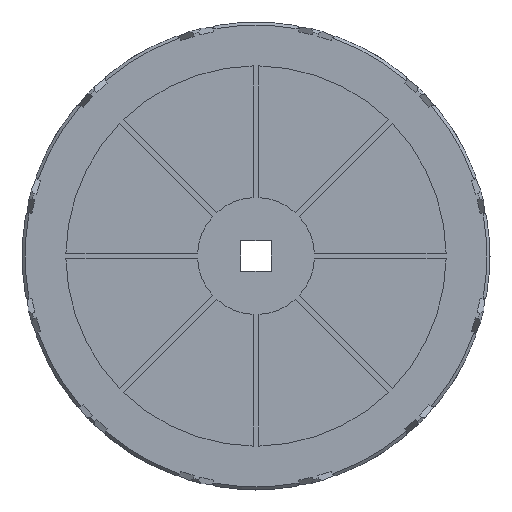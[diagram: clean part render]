
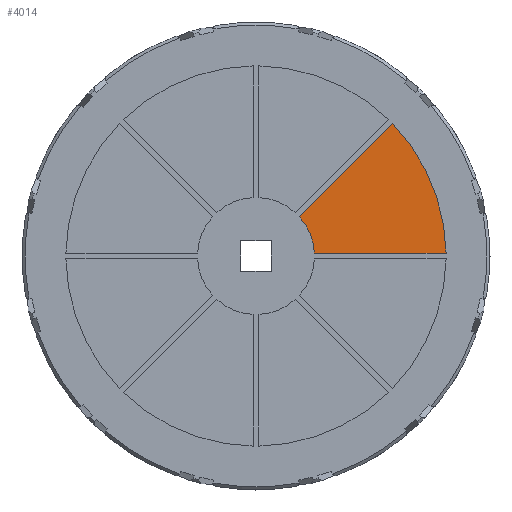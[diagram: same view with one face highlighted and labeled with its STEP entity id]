
A CAD part, front view. The second image highlights one B-rep face of the part: STEP entity #4014.
In plain terms, the highlighted planar face has unit normal (0, -1, 0).
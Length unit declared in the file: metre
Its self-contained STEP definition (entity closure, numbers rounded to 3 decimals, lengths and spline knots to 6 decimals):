
#652=LINE('',#5302,#728);
#653=LINE('',#5306,#729);
#728=VECTOR('',#4589,1.);
#729=VECTOR('',#4592,1.);
#804=ORIENTED_EDGE('',*,*,#2172,.F.);
#805=ORIENTED_EDGE('',*,*,#2173,.T.);
#806=ORIENTED_EDGE('',*,*,#2174,.T.);
#807=ORIENTED_EDGE('',*,*,#2175,.F.);
#2172=EDGE_CURVE('',#2856,#2857,#3312,.F.);
#2173=EDGE_CURVE('',#2856,#2858,#652,.T.);
#2174=EDGE_CURVE('',#2858,#2859,#3313,.F.);
#2175=EDGE_CURVE('',#2857,#2859,#653,.T.);
#2856=VERTEX_POINT('',#5300);
#2857=VERTEX_POINT('',#5301);
#2858=VERTEX_POINT('',#5303);
#2859=VERTEX_POINT('',#5305);
#3312=CIRCLE('',#4266,0.065);
#3313=CIRCLE('',#4267,0.02);
#3488=EDGE_LOOP('',(#804,#805,#806,#807));
#3736=FACE_BOUND('',#3488,.T.);
#3984=PLANE('',#4265);
#4014=ADVANCED_FACE('',(#3736),#3984,.T.);
#4265=AXIS2_PLACEMENT_3D('',#5298,#4585,#4586);
#4266=AXIS2_PLACEMENT_3D('',#5299,#4587,#4588);
#4267=AXIS2_PLACEMENT_3D('',#5304,#4590,#4591);
#4585=DIRECTION('',(0.,-1.,0.));
#4586=DIRECTION('',(1.,0.,0.));
#4587=DIRECTION('',(0.,-1.,0.));
#4588=DIRECTION('',(0.,0.,-1.));
#4589=DIRECTION('',(-0.707,0.,-0.707));
#4590=DIRECTION('',(0.,-1.,0.));
#4591=DIRECTION('',(0.,0.,-1.));
#4592=DIRECTION('',(-1.,0.,0.));
#5298=CARTESIAN_POINT('',(0.,-0.05,0.));
#5299=CARTESIAN_POINT('',(0.,-0.05,0.));
#5300=CARTESIAN_POINT('',(0.046664,-0.05,0.045249));
#5301=CARTESIAN_POINT('',(0.064992,-0.05,0.001));
#5302=CARTESIAN_POINT('',(0.034283,-0.05,0.032869));
#5303=CARTESIAN_POINT('',(0.014832,-0.05,0.013417));
#5304=CARTESIAN_POINT('',(0.,-0.05,0.));
#5305=CARTESIAN_POINT('',(0.019975,-0.05,0.001));
#5306=CARTESIAN_POINT('',(0.047484,-0.05,0.001));
